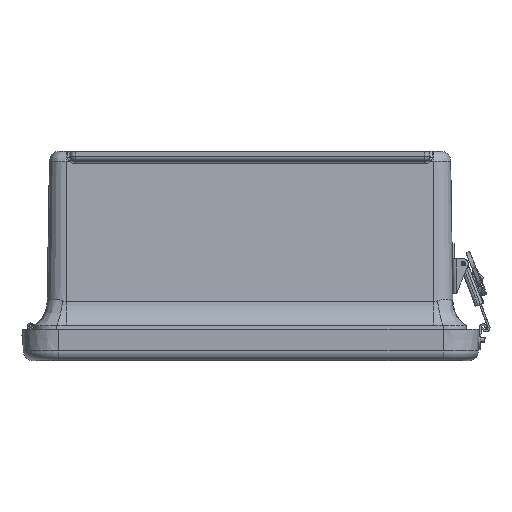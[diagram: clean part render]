
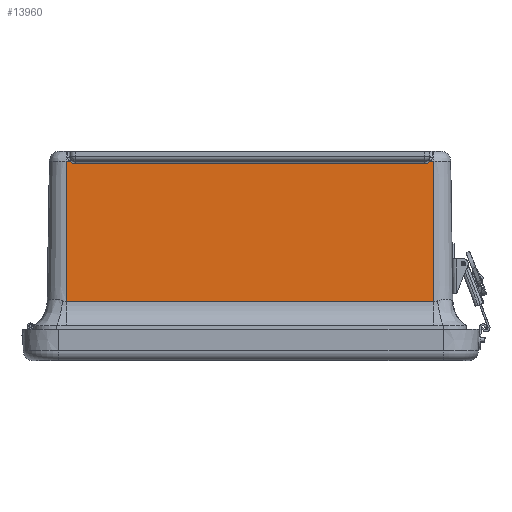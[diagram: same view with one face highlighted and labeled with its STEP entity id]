
A CAD part, left-side view. The second image highlights one B-rep face of the part: STEP entity #13960.
In plain terms, the highlighted planar face has unit normal (-1, 0, 0.016).
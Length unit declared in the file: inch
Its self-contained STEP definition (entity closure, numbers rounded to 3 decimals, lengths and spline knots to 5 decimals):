
#632=PLANE('',#15366);
#1224=LINE('',#23200,#2260);
#1253=LINE('',#23661,#2289);
#1257=LINE('',#23759,#2293);
#1258=LINE('',#23763,#2294);
#1259=LINE('',#23764,#2295);
#1260=LINE('',#23765,#2296);
#2260=VECTOR('',#17573,0.75);
#2289=VECTOR('',#17728,0.3937);
#2293=VECTOR('',#17756,0.3937);
#2294=VECTOR('',#17761,0.3937);
#2295=VECTOR('',#17762,0.3937);
#2296=VECTOR('',#17763,0.3937);
#3685=FACE_OUTER_BOUND('',#4547,.T.);
#4547=EDGE_LOOP('',(#10653,#10654,#10655,#10656,#10657,#10658,#10659,#10660));
#6360=ELLIPSE('',#15354,0.18802,0.188);
#6362=ELLIPSE('',#15361,0.18802,0.188);
#6657=VERTEX_POINT('',#23197);
#6658=VERTEX_POINT('',#23199);
#6710=VERTEX_POINT('',#23649);
#6712=VERTEX_POINT('',#23658);
#6713=VERTEX_POINT('',#23660);
#6715=VERTEX_POINT('',#23712);
#6720=VERTEX_POINT('',#23758);
#6721=VERTEX_POINT('',#23762);
#8161=EDGE_CURVE('',#6657,#6658,#1224,.T.);
#8242=EDGE_CURVE('',#6712,#6713,#1253,.T.);
#8245=EDGE_CURVE('',#6713,#6710,#6360,.T.);
#8253=EDGE_CURVE('',#6715,#6712,#6362,.T.);
#8257=EDGE_CURVE('',#6710,#6720,#1257,.T.);
#8259=EDGE_CURVE('',#6721,#6715,#1258,.T.);
#8260=EDGE_CURVE('',#6658,#6721,#1259,.T.);
#8261=EDGE_CURVE('',#6657,#6720,#1260,.T.);
#10653=ORIENTED_EDGE('',*,*,#8245,.F.);
#10654=ORIENTED_EDGE('',*,*,#8242,.F.);
#10655=ORIENTED_EDGE('',*,*,#8253,.F.);
#10656=ORIENTED_EDGE('',*,*,#8259,.F.);
#10657=ORIENTED_EDGE('',*,*,#8260,.F.);
#10658=ORIENTED_EDGE('',*,*,#8161,.F.);
#10659=ORIENTED_EDGE('',*,*,#8261,.T.);
#10660=ORIENTED_EDGE('',*,*,#8257,.F.);
#13960=ADVANCED_FACE('',(#3685),#632,.T.);
#15354=AXIS2_PLACEMENT_3D('',#23685,#17732,#17733);
#15361=AXIS2_PLACEMENT_3D('',#23751,#17746,#17747);
#15366=AXIS2_PLACEMENT_3D('',#23761,#17759,#17760);
#17573=DIRECTION('',(0.,1.,0.));
#17728=DIRECTION('',(0.,-1.,0.));
#17732=DIRECTION('center_axis',(-1.,0.,0.016));
#17733=DIRECTION('ref_axis',(-0.016,0.,-1.));
#17746=DIRECTION('center_axis',(-1.,0.,0.016));
#17747=DIRECTION('ref_axis',(-0.016,0.,
-1.));
#17756=DIRECTION('',(0.,-1.,0.));
#17759=DIRECTION('center_axis',(-1.,0.,0.016));
#17760=DIRECTION('ref_axis',(0.,-1.,0.));
#17761=DIRECTION('',(0.,-1.,0.));
#17762=DIRECTION('',(0.016,0.,1.));
#17763=DIRECTION('',(0.016,0.,1.));
#23197=CARTESIAN_POINT('',(-6.0884,-4.59375,1.24779));
#23199=CARTESIAN_POINT('',(-6.0884,4.59375,1.24779));
#23200=CARTESIAN_POINT('',(-6.0884,-4.8388,1.24779));
#23649=CARTESIAN_POINT('',(-6.03181,-4.51632,4.75403));
#23658=CARTESIAN_POINT('',(-6.03284,4.375,4.69002));
#23660=CARTESIAN_POINT('',(-6.03284,-4.375,4.69002));
#23661=CARTESIAN_POINT('',(-6.03284,-2.29688,4.69002));
#23685=CARTESIAN_POINT('Origin',(-6.02981,-4.375,4.87802));
#23712=CARTESIAN_POINT('',(-6.03181,4.51632,4.75403));
#23751=CARTESIAN_POINT('Origin',(-6.02981,4.375,4.87802));
#23758=CARTESIAN_POINT('',(-6.03181,-4.59375,4.75403));
#23759=CARTESIAN_POINT('',(-6.03181,-2.29688,4.75403));
#23761=CARTESIAN_POINT('Origin',(-6.1085,-4.59375,0.00198));
#23762=CARTESIAN_POINT('',(-6.03181,4.59375,4.75403));
#23763=CARTESIAN_POINT('',(-6.03181,-2.29688,4.75403));
#23764=CARTESIAN_POINT('',(-6.02784,4.59375,5.));
#23765=CARTESIAN_POINT('',(-6.02784,-4.59375,5.));
